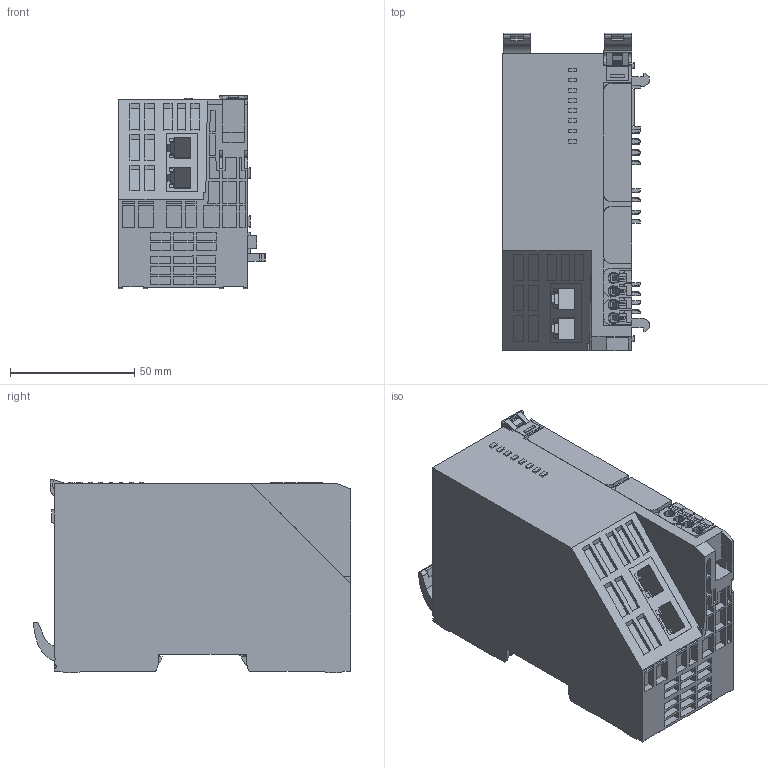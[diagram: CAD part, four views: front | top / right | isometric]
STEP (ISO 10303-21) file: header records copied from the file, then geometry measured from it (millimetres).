
FILE_DESCRIPTION(('CATIA V5 STEP Exchange','CAx-IF Rec.Pracs.--- Model Styling and Organization---1.5--- 2016-08-15','CAx-IF Rec.Pracs.---Supplemental Geometry---1.0---2011-11-01','CAx-IF Rec.Pracs.--- Composite Materials ---1.1---2010-07-15'),'2;1');
FILE_NAME ('D1615492_0', '2024-06-13T07:35:50+00:00', ('none'), ('Weidmueller'), 'CATIA Version 5-6 Release 2022 SP4 HF5', 'CATIA V5 STEP AP214 v3', 'none');
FILE_SCHEMA(('AUTOMOTIVE_DESIGN { 1 0 10303 214 1 1 1 1 }'));
Length unit declared in the file: millimetre
Products named in the file (1): S3D_UR20_FBC_EIP_ECO
Bounding box: 59 x 127.88 x 78.03 mm (x, y, z)
Volume: 415795 mm3; surface area: 50033.9 mm2
Topology: 1 solids, 1 shells, 1678 faces, 4589 edges, 3060 vertices
Faces by surface type: plane 1501, cylinder 174, extrusion 3
Entity records: 50826 total; most frequent: CARTESIAN_POINT 9640, ORIENTED_EDGE 9178, DIRECTION 6321, EDGE_CURVE 4589, VECTOR 4046, LINE 4043, VERTEX_POINT 3060, EDGE_LOOP 1841
